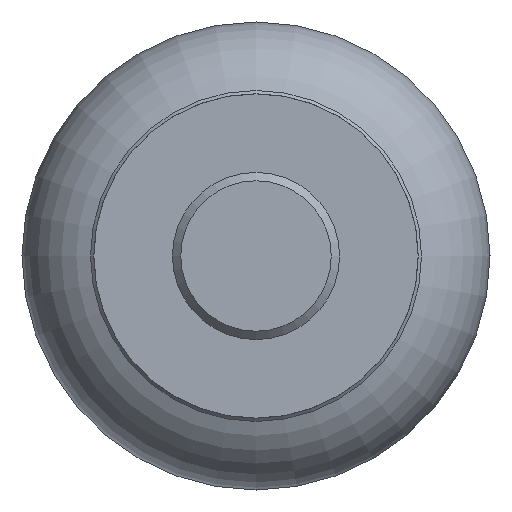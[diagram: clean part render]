
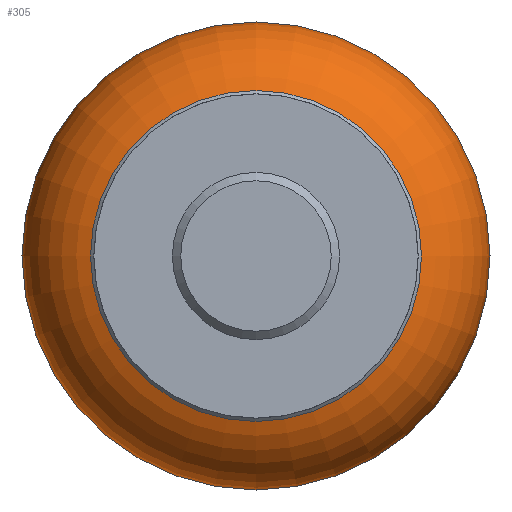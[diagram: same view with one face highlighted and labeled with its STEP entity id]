
A CAD part, left-side view. The second image highlights one B-rep face of the part: STEP entity #305.
In plain terms, the highlighted toroidal (fillet/blend) face has major radius 7.92 mm and minor radius 6.08 mm.
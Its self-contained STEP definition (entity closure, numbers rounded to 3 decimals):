
#39=TOROIDAL_SURFACE('',#343,7.919,6.081);
#54=FACE_BOUND('',#114,.T.);
#81=FACE_OUTER_BOUND('',#113,.T.);
#113=EDGE_LOOP('',(#233));
#114=EDGE_LOOP('',(#234));
#156=CIRCLE('',#342,8.747);
#157=CIRCLE('',#344,14.);
#180=VERTEX_POINT('',#529);
#181=VERTEX_POINT('',#532);
#204=EDGE_CURVE('',#180,#180,#156,.T.);
#205=EDGE_CURVE('',#181,#181,#157,.T.);
#233=ORIENTED_EDGE('',*,*,#205,.F.);
#234=ORIENTED_EDGE('',*,*,#204,.T.);
#305=ADVANCED_FACE('',(#81,#54),#39,.T.);
#342=AXIS2_PLACEMENT_3D('',#530,#413,#414);
#343=AXIS2_PLACEMENT_3D('',#531,#415,#416);
#344=AXIS2_PLACEMENT_3D('',#533,#417,#418);
#413=DIRECTION('center_axis',(1.,0.,0.));
#414=DIRECTION('ref_axis',(0.,1.,0.));
#415=DIRECTION('center_axis',(1.,0.,0.));
#416=DIRECTION('ref_axis',(0.,0.,-1.));
#417=DIRECTION('center_axis',(1.,0.,0.));
#418=DIRECTION('ref_axis',(0.,1.,0.));
#529=CARTESIAN_POINT('',(1.434,8.747,0.));
#530=CARTESIAN_POINT('Origin',(1.434,0.,0.));
#531=CARTESIAN_POINT('Origin',(7.458,0.,0.));
#532=CARTESIAN_POINT('',(7.458,14.,0.));
#533=CARTESIAN_POINT('Origin',(7.458,0.,0.));
